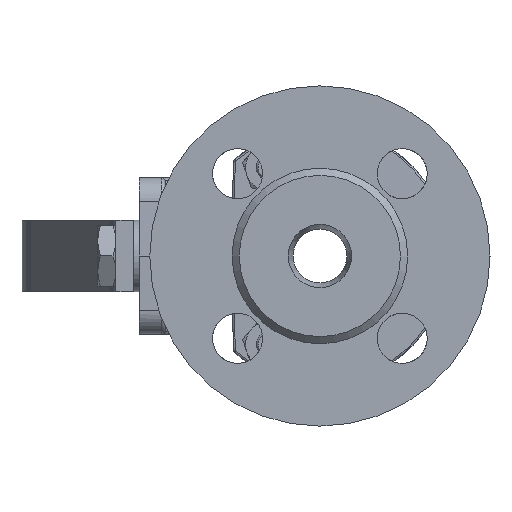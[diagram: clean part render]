
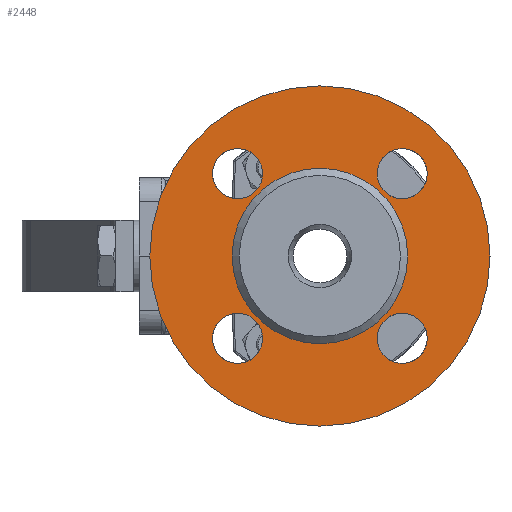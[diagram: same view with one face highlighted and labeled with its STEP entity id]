
A CAD part, left-side view. The second image highlights one B-rep face of the part: STEP entity #2448.
In plain terms, the highlighted planar face has unit normal (-1, 0, 0).
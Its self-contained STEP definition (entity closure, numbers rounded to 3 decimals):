
#2448 = ADVANCED_FACE( 'NONE', ( #5059, #5060, #5061, #5062, #5063, #5064 ), #5065, .T. );
#5059 = FACE_OUTER_BOUND( '', #23568, .T. );
#5060 = FACE_BOUND( '', #23569, .T. );
#5061 = FACE_BOUND( '', #23570, .T. );
#5062 = FACE_BOUND( '', #23571, .T. );
#5063 = FACE_BOUND( '', #23572, .T. );
#5064 = FACE_BOUND( '', #23573, .T. );
#5065 = PLANE( '', #23574 );
#23568 = EDGE_LOOP( '', ( #31489 ) );
#23569 = EDGE_LOOP( '', ( #31490 ) );
#23570 = EDGE_LOOP( '', ( #31491 ) );
#23571 = EDGE_LOOP( '', ( #31492 ) );
#23572 = EDGE_LOOP( '', ( #31493 ) );
#23573 = EDGE_LOOP( '', ( #31494 ) );
#23574 = AXIS2_PLACEMENT_3D( '', #31495, #31496, #31497 );
#31489 = ORIENTED_EDGE( '', *, *, #35042, .T. );
#31490 = ORIENTED_EDGE( '', *, *, #34817, .T. );
#31491 = ORIENTED_EDGE( '', *, *, #34316, .T. );
#31492 = ORIENTED_EDGE( '', *, *, #32663, .T. );
#31493 = ORIENTED_EDGE( '', *, *, #35043, .T. );
#31494 = ORIENTED_EDGE( '', *, *, #34175, .T. );
#31495 = CARTESIAN_POINT( '', ( -67.5, 24.5, 0. ) );
#31496 = DIRECTION( '', ( -1., 0., 0. ) );
#31497 = DIRECTION( '', ( 0., 0., 1. ) );
#32663 = EDGE_CURVE( 'NONE', #36014, #36014, #36015, .T. );
#34175 = EDGE_CURVE( 'NONE', #38327, #38327, #38328, .T. );
#34316 = EDGE_CURVE( 'NONE', #38514, #38514, #38515, .T. );
#34817 = EDGE_CURVE( 'NONE', #39116, #39116, #39117, .T. );
#35042 = EDGE_CURVE( 'NONE', #39352, #39352, #39353, .T. );
#35043 = EDGE_CURVE( 'NONE', #39354, #39354, #39355, .T. );
#36014 = VERTEX_POINT( '', #42897 );
#36015 = CIRCLE( '', #42898, 24.5 );
#38327 = VERTEX_POINT( '', #53275 );
#38328 = CIRCLE( '', #53276, 7. );
#38514 = VERTEX_POINT( '', #54069 );
#38515 = CIRCLE( '', #54070, 7. );
#39116 = VERTEX_POINT( '', #56633 );
#39117 = CIRCLE( '', #56634, 7. );
#39352 = VERTEX_POINT( '', #58022 );
#39353 = CIRCLE( '', #58023, 47.5 );
#39354 = VERTEX_POINT( '', #58024 );
#39355 = CIRCLE( '', #58025, 7. );
#42897 = CARTESIAN_POINT( '', ( -67.5, 0., -24.5 ) );
#42898 = AXIS2_PLACEMENT_3D( '', #58644, #58645, #58646 );
#53275 = CARTESIAN_POINT( '', ( -67.5, 22.981, 29.981 ) );
#53276 = AXIS2_PLACEMENT_3D( '', #59910, #59911, #59912 );
#54069 = CARTESIAN_POINT( '', ( -67.5, -22.981, 29.981 ) );
#54070 = AXIS2_PLACEMENT_3D( '', #60019, #60020, #60021 );
#56633 = CARTESIAN_POINT( '', ( -67.5, 22.981, -15.981 ) );
#56634 = AXIS2_PLACEMENT_3D( '', #60332, #60333, #60334 );
#58022 = CARTESIAN_POINT( '', ( -67.5, 0., 47.5 ) );
#58023 = AXIS2_PLACEMENT_3D( '', #60424, #60425, #60426 );
#58024 = CARTESIAN_POINT( '', ( -67.5, -22.981, -15.981 ) );
#58025 = AXIS2_PLACEMENT_3D( '', #60427, #60428, #60429 );
#58644 = CARTESIAN_POINT( '', ( -67.5, 0., 0. ) );
#58645 = DIRECTION( '', ( 1., 0., 0. ) );
#58646 = DIRECTION( '', ( 0., 0., -1. ) );
#59910 = CARTESIAN_POINT( '', ( -67.5, 22.981, 22.981 ) );
#59911 = DIRECTION( '', ( 1., 0., 0. ) );
#59912 = DIRECTION( '', ( 0., 0., 1. ) );
#60019 = CARTESIAN_POINT( '', ( -67.5, -22.981, 22.981 ) );
#60020 = DIRECTION( '', ( 1., 0., 0. ) );
#60021 = DIRECTION( '', ( 0., 0., 1. ) );
#60332 = CARTESIAN_POINT( '', ( -67.5, 22.981, -22.981 ) );
#60333 = DIRECTION( '', ( 1., 0., 0. ) );
#60334 = DIRECTION( '', ( 0., 0., 1. ) );
#60424 = CARTESIAN_POINT( '', ( -67.5, 0., 0. ) );
#60425 = DIRECTION( '', ( -1., 0., 0. ) );
#60426 = DIRECTION( '', ( 0., 0., 1. ) );
#60427 = CARTESIAN_POINT( '', ( -67.5, -22.981, -22.981 ) );
#60428 = DIRECTION( '', ( 1., 0., 0. ) );
#60429 = DIRECTION( '', ( 0., 0., 1. ) );
